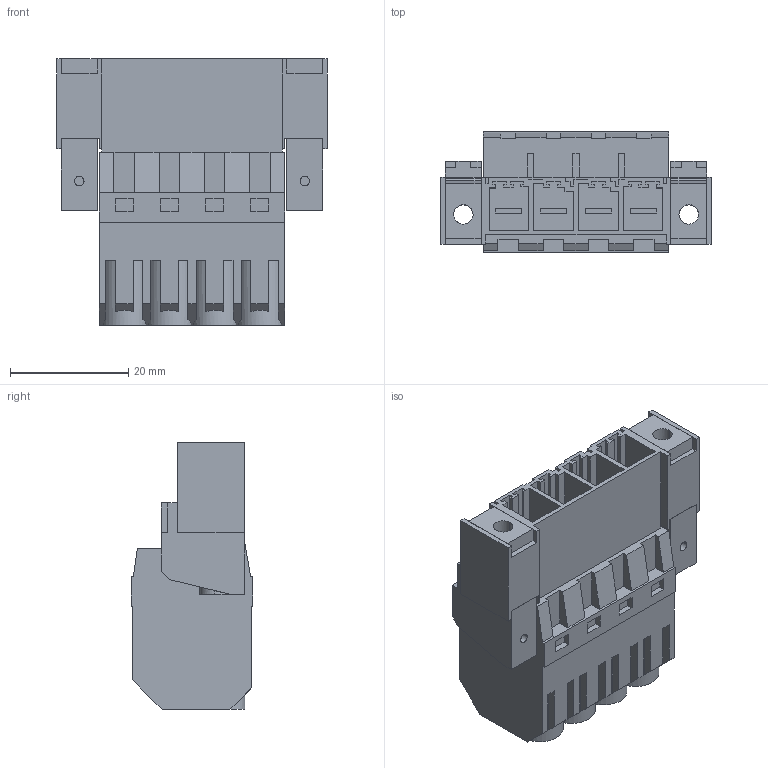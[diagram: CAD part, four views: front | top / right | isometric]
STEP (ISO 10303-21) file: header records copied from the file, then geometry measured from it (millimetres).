
FILE_DESCRIPTION(('CATIA V5 STEP Exchange','CAx-IF Rec.Pracs.--- Model Styling and Organization---1.4--- 2014-01-23'),'2;1');
FILE_NAME ('D1447970_1_1061000000_1061000000.stp','2022-08-08T14:02:59+00:00',('none'),('Weidmueller'),'CATIA Version 5-6 Release 2016 SP3 HF44','CATIA V5 STEP AP214','none');
FILE_SCHEMA(('AUTOMOTIVE_DESIGN { 1 0 10303 214 1 1 1 1 }'));
Length unit declared in the file: millimetre
Products named in the file (1): 1061000000
Bounding box: 45.72 x 20.6 x 45 mm (x, y, z)
Volume: 19244.1 mm3; surface area: 15062.2 mm2
Topology: 9 solids, 9 shells, 485 faces, 1384 edges, 936 vertices
Faces by surface type: plane 441, cylinder 44
Entity records: 15685 total; most frequent: CARTESIAN_POINT 3009, ORIENTED_EDGE 2768, DIRECTION 2083, EDGE_CURVE 1384, VECTOR 1276, LINE 1276, VERTEX_POINT 936, EDGE_LOOP 524
